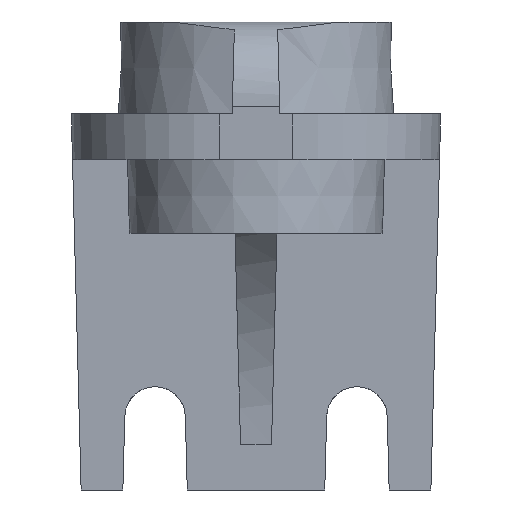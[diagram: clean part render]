
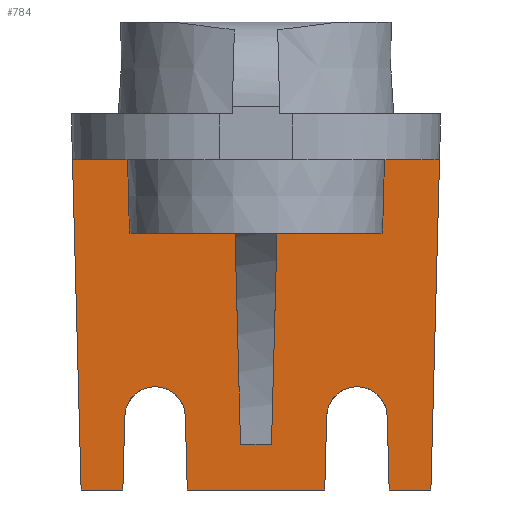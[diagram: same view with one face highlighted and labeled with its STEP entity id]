
A CAD part, left-side view. The second image highlights one B-rep face of the part: STEP entity #784.
In plain terms, the highlighted planar face has unit normal (-1, 0, -0.026).
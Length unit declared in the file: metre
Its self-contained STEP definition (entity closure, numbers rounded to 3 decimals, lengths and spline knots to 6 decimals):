
#68=ELLIPSE('',#853,0.001651,0.00165);
#69=ELLIPSE('',#854,0.001651,0.00165);
#122=ORIENTED_EDGE('',*,*,#342,.T.);
#123=ORIENTED_EDGE('',*,*,#343,.T.);
#124=ORIENTED_EDGE('',*,*,#317,.T.);
#125=ORIENTED_EDGE('',*,*,#344,.F.);
#126=ORIENTED_EDGE('',*,*,#330,.F.);
#127=ORIENTED_EDGE('',*,*,#345,.F.);
#128=ORIENTED_EDGE('',*,*,#346,.F.);
#129=ORIENTED_EDGE('',*,*,#347,.T.);
#130=ORIENTED_EDGE('',*,*,#326,.F.);
#131=ORIENTED_EDGE('',*,*,#348,.F.);
#132=ORIENTED_EDGE('',*,*,#349,.F.);
#133=ORIENTED_EDGE('',*,*,#350,.T.);
#134=ORIENTED_EDGE('',*,*,#351,.F.);
#135=ORIENTED_EDGE('',*,*,#352,.T.);
#136=ORIENTED_EDGE('',*,*,#321,.T.);
#137=ORIENTED_EDGE('',*,*,#353,.F.);
#317=EDGE_CURVE('',#429,#428,#496,.F.);
#321=EDGE_CURVE('',#433,#432,#499,.F.);
#326=EDGE_CURVE('',#437,#438,#503,.F.);
#330=EDGE_CURVE('',#441,#442,#507,.F.);
#342=EDGE_CURVE('',#451,#452,#517,.T.);
#343=EDGE_CURVE('',#452,#429,#518,.T.);
#344=EDGE_CURVE('',#442,#428,#519,.F.);
#345=EDGE_CURVE('',#453,#441,#520,.T.);
#346=EDGE_CURVE('',#454,#453,#68,.T.);
#347=EDGE_CURVE('',#454,#438,#521,.F.);
#348=EDGE_CURVE('',#455,#437,#522,.T.);
#349=EDGE_CURVE('',#456,#455,#69,.T.);
#350=EDGE_CURVE('',#456,#457,#523,.F.);
#351=EDGE_CURVE('',#458,#457,#524,.F.);
#352=EDGE_CURVE('',#458,#433,#525,.T.);
#353=EDGE_CURVE('',#451,#432,#526,.F.);
#428=VERTEX_POINT('',#1201);
#429=VERTEX_POINT('',#1203);
#432=VERTEX_POINT('',#1209);
#433=VERTEX_POINT('',#1211);
#437=VERTEX_POINT('',#1220);
#438=VERTEX_POINT('',#1222);
#441=VERTEX_POINT('',#1229);
#442=VERTEX_POINT('',#1231);
#451=VERTEX_POINT('',#1254);
#452=VERTEX_POINT('',#1255);
#453=VERTEX_POINT('',#1259);
#454=VERTEX_POINT('',#1261);
#455=VERTEX_POINT('',#1264);
#456=VERTEX_POINT('',#1266);
#457=VERTEX_POINT('',#1268);
#458=VERTEX_POINT('',#1270);
#496=LINE('',#1202,#564);
#499=LINE('',#1210,#567);
#503=LINE('',#1221,#571);
#507=LINE('',#1230,#575);
#517=LINE('',#1253,#585);
#518=LINE('',#1256,#586);
#519=LINE('',#1257,#587);
#520=LINE('',#1258,#588);
#521=LINE('',#1262,#589);
#522=LINE('',#1263,#590);
#523=LINE('',#1267,#591);
#524=LINE('',#1269,#592);
#525=LINE('',#1271,#593);
#526=LINE('',#1272,#594);
#564=VECTOR('',#950,1.);
#567=VECTOR('',#955,1.);
#571=VECTOR('',#963,1.);
#575=VECTOR('',#969,1.);
#585=VECTOR('',#987,1.);
#586=VECTOR('',#988,1.);
#587=VECTOR('',#989,1.);
#588=VECTOR('',#990,1.);
#589=VECTOR('',#993,1.);
#590=VECTOR('',#994,1.);
#591=VECTOR('',#997,1.);
#592=VECTOR('',#998,1.);
#593=VECTOR('',#999,1.);
#594=VECTOR('',#1000,1.);
#630=EDGE_LOOP('',(#122,#123,#124,#125,#126,#127,#128,#129,#130,#131,#132,
#133,#134,#135,#136,#137));
#694=FACE_BOUND('',#630,.T.);
#756=PLANE('',#852);
#784=ADVANCED_FACE('',(#694),#756,.T.);
#852=AXIS2_PLACEMENT_3D('',#1252,#985,#986);
#853=AXIS2_PLACEMENT_3D('',#1260,#991,#992);
#854=AXIS2_PLACEMENT_3D('',#1265,#995,#996);
#950=DIRECTION('',(0.,-1.,0.));
#955=DIRECTION('',(0.,-1.,0.));
#963=DIRECTION('',(0.,-1.,0.));
#969=DIRECTION('',(0.,-1.,0.));
#985=DIRECTION('',(-1.,0.,-0.026));
#986=DIRECTION('',(-0.026,0.,1.));
#987=DIRECTION('',(0.,1.,0.));
#988=DIRECTION('',(-0.026,0.026,0.999));
#989=DIRECTION('',(0.026,-0.026,-0.999));
#990=DIRECTION('',(0.026,0.026,-0.999));
#991=DIRECTION('',(-1.,0.,-0.026));
#992=DIRECTION('',(-0.026,0.,1.));
#993=DIRECTION('',(-0.026,0.026,0.999));
#994=DIRECTION('',(0.026,0.026,-0.999));
#995=DIRECTION('',(-1.,0.,-0.026));
#996=DIRECTION('',(-0.026,0.,1.));
#997=DIRECTION('',(-0.026,0.026,0.999));
#998=DIRECTION('',(0.,-1.,0.));
#999=DIRECTION('',(-0.026,-0.026,0.999));
#1000=DIRECTION('',(0.026,0.026,-0.999));
#1201=CARTESIAN_POINT('',(0.1215,0.01,0.212));
#1202=CARTESIAN_POINT('',(0.1215,0.,0.212));
#1203=CARTESIAN_POINT('',(0.1215,0.00125,0.212));
#1209=CARTESIAN_POINT('',(0.1215,-0.00125,0.212));
#1210=CARTESIAN_POINT('',(0.1215,0.,0.212));
#1211=CARTESIAN_POINT('',(0.1215,-0.01,0.212));
#1220=CARTESIAN_POINT('',(0.121971,-0.003745,0.194));
#1221=CARTESIAN_POINT('',(0.121971,0.,0.194));
#1222=CARTESIAN_POINT('',(0.121971,0.003745,0.194));
#1229=CARTESIAN_POINT('',(0.121971,0.007255,0.194));
#1230=CARTESIAN_POINT('',(0.121971,0.,0.194));
#1231=CARTESIAN_POINT('',(0.121971,0.009529,0.194));
#1252=CARTESIAN_POINT('',(0.1215,0.,0.212));
#1253=CARTESIAN_POINT('',(0.121906,-0.00125,0.196483));
#1254=CARTESIAN_POINT('',(0.121906,-0.000844,0.196483));
#1255=CARTESIAN_POINT('',(0.121906,0.000844,0.196483));
#1256=CARTESIAN_POINT('',(0.121523,0.001227,0.211124));
#1257=CARTESIAN_POINT('',(0.121507,0.009993,0.211738));
#1258=CARTESIAN_POINT('',(0.121856,0.007139,0.198419));
#1259=CARTESIAN_POINT('',(0.121866,0.007149,0.198022));
#1260=CARTESIAN_POINT('',(0.121867,0.0055,0.197978));
#1261=CARTESIAN_POINT('',(0.121866,0.003851,0.198022));
#1262=CARTESIAN_POINT('',(0.121856,0.003861,0.198419));
#1263=CARTESIAN_POINT('',(0.121856,-0.003861,0.198419));
#1264=CARTESIAN_POINT('',(0.121866,-0.003851,0.198022));
#1265=CARTESIAN_POINT('',(0.121867,-0.0055,0.197978));
#1266=CARTESIAN_POINT('',(0.121866,-0.007149,0.198022));
#1267=CARTESIAN_POINT('',(0.121856,-0.007139,0.198419));
#1268=CARTESIAN_POINT('',(0.121971,-0.007255,0.194));
#1269=CARTESIAN_POINT('',(0.121971,0.,0.194));
#1270=CARTESIAN_POINT('',(0.121971,-0.009529,0.194));
#1271=CARTESIAN_POINT('',(0.121507,-0.009993,0.211738));
#1272=CARTESIAN_POINT('',(0.121523,-0.001227,0.211124));
